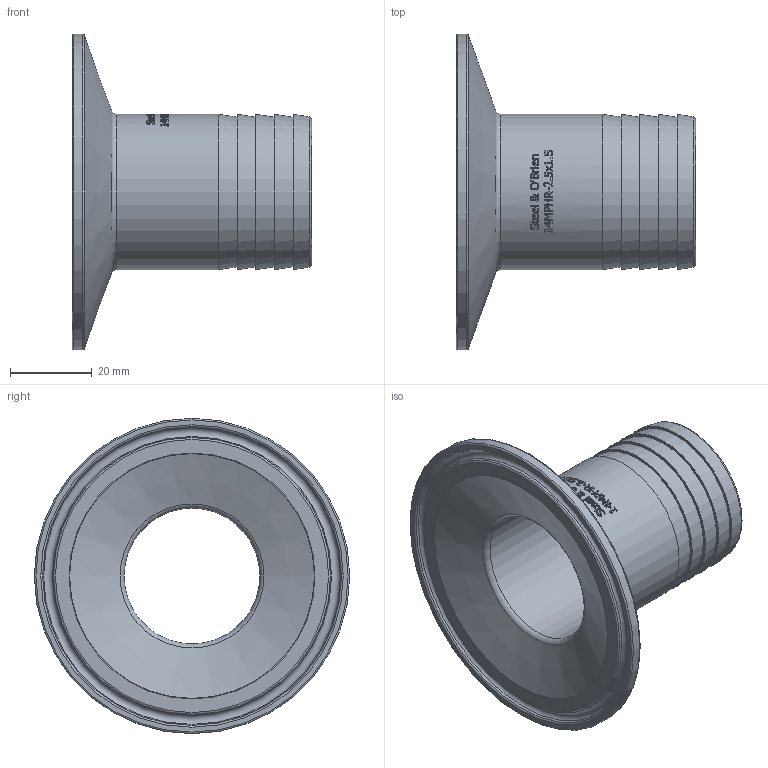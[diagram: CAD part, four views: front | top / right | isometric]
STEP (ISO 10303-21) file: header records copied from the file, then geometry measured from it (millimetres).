
FILE_DESCRIPTION(/* description */ (''),/* implementation_level */ '2;1');
FILE_NAME(/* name */ '14MPHR-2.5X1.5.stp',/* time_stamp */ '2021-11-16T11:30:08-05:00',/* author */ ('rick'),/* organization */ (''),/* preprocessor_version */ 'ST-DEVELOPER v18.1',/* originating_system */ 'Autodesk Inventor 2020',/* authorisation */ '');
FILE_SCHEMA (('AUTOMOTIVE_DESIGN { 1 0 10303 214 3 1 1 }'));
Length unit declared in the file: inch
Products named in the file (1): 14MPHR-2.5X1.5
Bounding box: 58.72 x 77.39 x 77.39 mm (x, y, z)
Volume: 31086.8 mm3; surface area: 20607.8 mm2
Topology: 1 solids, 1 shells, 443 faces, 1219 edges, 822 vertices
Faces by surface type: plane 209, bspline 173, cylinder 42, torus 10, cone 9
Full cylindrical faces by diameter (mm): 33.325 x1, 38.1 x1, 77.394 x1
Entity records: 18016 total; most frequent: CARTESIAN_POINT 7493, ORIENTED_EDGE 2438, DIRECTION 1733, EDGE_CURVE 1219, VERTEX_POINT 822, AXIS2_PLACEMENT_3D 589, LINE 555, VECTOR 555
